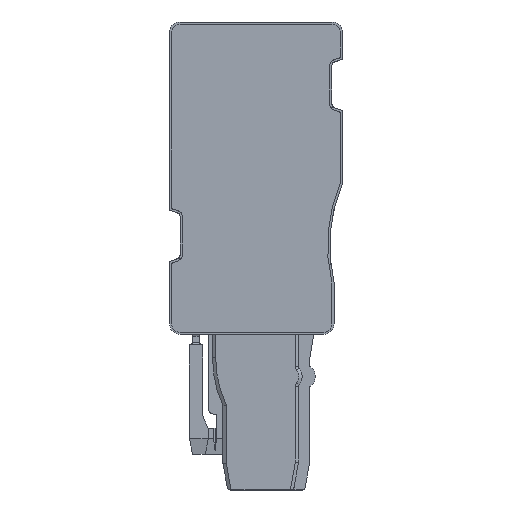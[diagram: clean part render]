
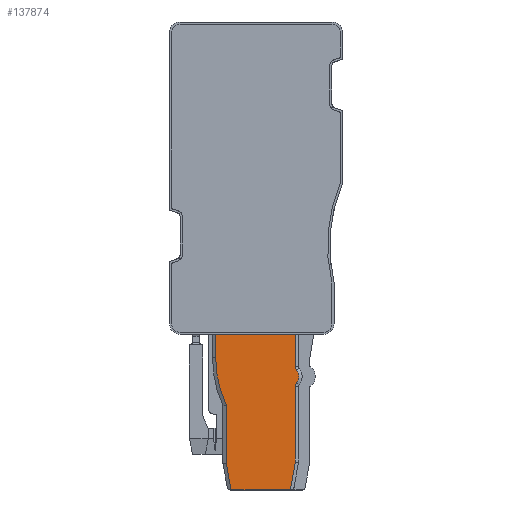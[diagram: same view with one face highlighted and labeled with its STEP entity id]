
A CAD part, left-side view. The second image highlights one B-rep face of the part: STEP entity #137874.
In plain terms, the highlighted planar face has unit normal (-1, 0, 0).
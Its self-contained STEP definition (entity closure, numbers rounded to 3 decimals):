
#133171=AXIS2_PLACEMENT_3D('Circle Axis2P3D',#133169,#133170,$) ;
#135100=AXIS2_PLACEMENT_3D('Circle Axis2P3D',#135098,#135099,$) ;
#135140=AXIS2_PLACEMENT_3D('Circle Axis2P3D',#135138,#135139,$) ;
#135179=AXIS2_PLACEMENT_3D('Circle Axis2P3D',#135177,#135178,$) ;
#137858=AXIS2_PLACEMENT_3D('Plane Axis2P3D',#137855,#137856,#137857) ;
#8032=CARTESIAN_POINT('Vertex',(0.7,12.1,14.85)) ;
#8035=CARTESIAN_POINT('Line Origine',(0.7,8.3,14.85)) ;
#8039=CARTESIAN_POINT('Vertex',(0.7,4.5,14.85)) ;
#133169=CARTESIAN_POINT('Axis2P3D Location',(0.7,1.4,12.633)) ;
#133173=CARTESIAN_POINT('Vertex',(0.7,11.1,8.116)) ;
#133175=CARTESIAN_POINT('Vertex',(0.7,12.1,12.633)) ;
#133205=CARTESIAN_POINT('Vertex',(0.7,11.1,2.578)) ;
#133210=CARTESIAN_POINT('Line Origine',(0.7,11.1,7.425)) ;
#133352=CARTESIAN_POINT('Vertex',(0.7,10.645,0.)) ;
#133355=CARTESIAN_POINT('Line Origine',(0.7,11.955,7.425)) ;
#133407=CARTESIAN_POINT('Vertex',(0.7,4.971,0.)) ;
#133410=CARTESIAN_POINT('Line Origine',(0.7,7.808,0.)) ;
#135098=CARTESIAN_POINT('Axis2P3D Location',(0.7,3.9,11.788)) ;
#135102=CARTESIAN_POINT('Vertex',(0.7,4.5,11.788)) ;
#135104=CARTESIAN_POINT('Vertex',(0.7,4.36,11.403)) ;
#135138=CARTESIAN_POINT('Axis2P3D Location',(0.7,5.05,10.825)) ;
#135142=CARTESIAN_POINT('Vertex',(0.7,4.36,10.247)) ;
#135177=CARTESIAN_POINT('Axis2P3D Location',(0.7,3.9,9.862)) ;
#135181=CARTESIAN_POINT('Vertex',(0.7,4.5,9.862)) ;
#135201=CARTESIAN_POINT('Line Origine',(0.7,4.5,7.425)) ;
#135205=CARTESIAN_POINT('Vertex',(0.7,4.5,2.67)) ;
#135295=CARTESIAN_POINT('Line Origine',(0.7,4.027,5.351)) ;
#137740=CARTESIAN_POINT('Line Origine',(0.7,12.1,7.425)) ;
#137758=CARTESIAN_POINT('Line Origine',(0.7,4.5,7.425)) ;
#137855=CARTESIAN_POINT('Axis2P3D Location',(0.7,7.5,14.85)) ;
#8036=DIRECTION('Vector Direction',(0.,1.,0.)) ;
#133170=DIRECTION('Axis2P3D Direction',(1.,0.,0.)) ;
#133211=DIRECTION('Vector Direction',(0.,0.,1.)) ;
#133356=DIRECTION('Vector Direction',(0.,-0.174,-0.985)) ;
#133411=DIRECTION('Vector Direction',(0.,1.,0.)) ;
#135099=DIRECTION('Axis2P3D Direction',(1.,0.,0.)) ;
#135139=DIRECTION('Axis2P3D Direction',(1.,0.,0.)) ;
#135178=DIRECTION('Axis2P3D Direction',(1.,0.,0.)) ;
#135202=DIRECTION('Vector Direction',(0.,0.,1.)) ;
#135296=DIRECTION('Vector Direction',(0.,-0.174,0.985)) ;
#137741=DIRECTION('Vector Direction',(0.,0.,-1.)) ;
#137759=DIRECTION('Vector Direction',(0.,0.,1.)) ;
#137856=DIRECTION('Axis2P3D Direction',(1.,0.,-0.)) ;
#137857=DIRECTION('Axis2P3D XDirection',(0.,1.,0.)) ;
#8037=VECTOR('Line Direction',#8036,1.) ;
#133212=VECTOR('Line Direction',#133211,1.) ;
#133357=VECTOR('Line Direction',#133356,1.) ;
#133412=VECTOR('Line Direction',#133411,1.) ;
#135203=VECTOR('Line Direction',#135202,1.) ;
#135297=VECTOR('Line Direction',#135296,1.) ;
#137742=VECTOR('Line Direction',#137741,1.) ;
#137760=VECTOR('Line Direction',#137759,1.) ;
#137861=ORIENTED_EDGE('',*,*,#137744,.F.) ;
#137862=ORIENTED_EDGE('',*,*,#133177,.F.) ;
#137863=ORIENTED_EDGE('',*,*,#133214,.F.) ;
#137864=ORIENTED_EDGE('',*,*,#133359,.F.) ;
#137865=ORIENTED_EDGE('',*,*,#133414,.F.) ;
#137866=ORIENTED_EDGE('',*,*,#135299,.F.) ;
#137867=ORIENTED_EDGE('',*,*,#135207,.F.) ;
#137868=ORIENTED_EDGE('',*,*,#135183,.F.) ;
#137869=ORIENTED_EDGE('',*,*,#135144,.F.) ;
#137870=ORIENTED_EDGE('',*,*,#135106,.F.) ;
#137871=ORIENTED_EDGE('',*,*,#137762,.F.) ;
#137872=ORIENTED_EDGE('',*,*,#8041,.F.) ;
#137874=ADVANCED_FACE('PartBody',(#137873),#137859,.F.) ;
#133172=CIRCLE('generated circle',#133171,10.7) ;
#135101=CIRCLE('generated circle',#135100,0.6) ;
#135141=CIRCLE('generated circle',#135140,0.9) ;
#135180=CIRCLE('generated circle',#135179,0.6) ;
#8041=EDGE_CURVE('',#8033,#8040,#8038,.F.) ;
#133177=EDGE_CURVE('',#133174,#133176,#133172,.T.) ;
#133214=EDGE_CURVE('',#133206,#133174,#133213,.T.) ;
#133359=EDGE_CURVE('',#133353,#133206,#133358,.F.) ;
#133414=EDGE_CURVE('',#133408,#133353,#133413,.T.) ;
#135106=EDGE_CURVE('',#135103,#135105,#135101,.F.) ;
#135144=EDGE_CURVE('',#135105,#135143,#135141,.T.) ;
#135183=EDGE_CURVE('',#135143,#135182,#135180,.F.) ;
#135207=EDGE_CURVE('',#135182,#135206,#135204,.F.) ;
#135299=EDGE_CURVE('',#135206,#133408,#135298,.F.) ;
#137744=EDGE_CURVE('',#133176,#8033,#137743,.F.) ;
#137762=EDGE_CURVE('',#8040,#135103,#137761,.F.) ;
#137860=EDGE_LOOP('',(#137861,#137862,#137863,#137864,#137865,#137866,#137867,#137868,#137869,#137870,#137871,#137872)) ;
#137873=FACE_OUTER_BOUND('',#137860,.T.) ;
#8038=LINE('Line',#8035,#8037) ;
#133213=LINE('Line',#133210,#133212) ;
#133358=LINE('Line',#133355,#133357) ;
#133413=LINE('Line',#133410,#133412) ;
#135204=LINE('Line',#135201,#135203) ;
#135298=LINE('Line',#135295,#135297) ;
#137743=LINE('Line',#137740,#137742) ;
#137761=LINE('Line',#137758,#137760) ;
#137859=PLANE('',#137858) ;
#8033=VERTEX_POINT('',#8032) ;
#8040=VERTEX_POINT('',#8039) ;
#133174=VERTEX_POINT('',#133173) ;
#133176=VERTEX_POINT('',#133175) ;
#133206=VERTEX_POINT('',#133205) ;
#133353=VERTEX_POINT('',#133352) ;
#133408=VERTEX_POINT('',#133407) ;
#135103=VERTEX_POINT('',#135102) ;
#135105=VERTEX_POINT('',#135104) ;
#135143=VERTEX_POINT('',#135142) ;
#135182=VERTEX_POINT('',#135181) ;
#135206=VERTEX_POINT('',#135205) ;
